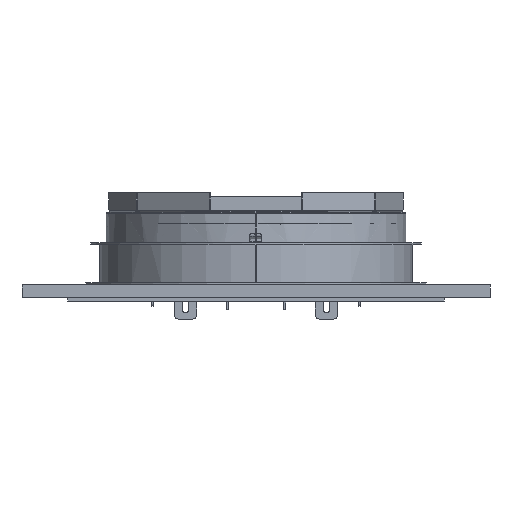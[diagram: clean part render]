
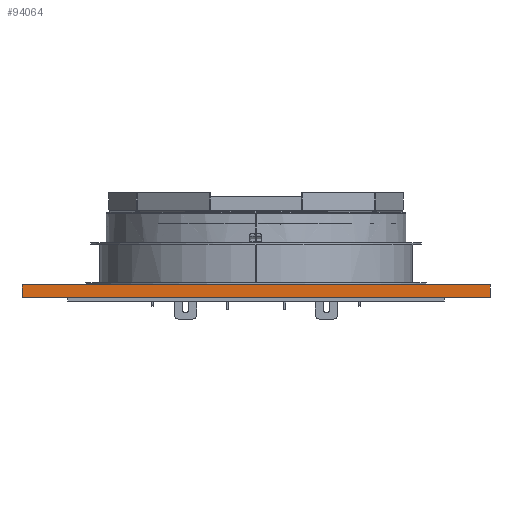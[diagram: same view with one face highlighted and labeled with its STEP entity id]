
A CAD part, front view. The second image highlights one B-rep face of the part: STEP entity #94064.
In plain terms, the highlighted face is planar.
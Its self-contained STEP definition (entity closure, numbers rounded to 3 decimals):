
#1910 = EDGE_CURVE ( 'NONE', #40307, #36020, #60015, .T. ) ;
#2004 = ORIENTED_EDGE ( 'NONE', *, *, #95837, .F. ) ;
#6076 = CARTESIAN_POINT ( 'NONE',  ( 237.5, -237.5, 0. ) ) ;
#9571 = CARTESIAN_POINT ( 'NONE',  ( 237.5, -237.5, 0. ) ) ;
#11235 = VECTOR ( 'NONE', #94024, 1000. ) ;
#11703 = LINE ( 'NONE', #13941, #130951 ) ;
#13941 = CARTESIAN_POINT ( 'NONE',  ( 237.5, -237.5, 12.5 ) ) ;
#21305 = DIRECTION ( 'NONE',  ( -1., 0., 0. ) ) ;
#27854 = VECTOR ( 'NONE', #117140, 1000. ) ;
#31694 = CARTESIAN_POINT ( 'NONE',  ( 237.5, 237.5, 12.5 ) ) ;
#36020 = VERTEX_POINT ( 'NONE', #6076 ) ;
#40307 = VERTEX_POINT ( 'NONE', #127517 ) ;
#40959 = VECTOR ( 'NONE', #123813, 1000. ) ;
#43351 = DIRECTION ( 'NONE',  ( 0., 0., -1. ) ) ;
#49031 = EDGE_CURVE ( 'NONE', #72911, #99536, #119125, .T. ) ;
#49799 = CARTESIAN_POINT ( 'NONE',  ( 237.5, 237.5, 12.5 ) ) ;
#58994 = ORIENTED_EDGE ( 'NONE', *, *, #1910, .T. ) ;
#60015 = LINE ( 'NONE', #60762, #27854 ) ;
#60762 = CARTESIAN_POINT ( 'NONE',  ( 237.5, -237.5, 12.5 ) ) ;
#72911 = VERTEX_POINT ( 'NONE', #31694 ) ;
#74906 = FACE_OUTER_BOUND ( 'NONE', #131026, .T. ) ;
#78105 = AXIS2_PLACEMENT_3D ( 'NONE', #147710, #21305, #43351 ) ;
#94024 = DIRECTION ( 'NONE',  ( 0., 0., -1. ) ) ;
#94064 = ADVANCED_FACE ( 'NONE', ( #74906 ), #144915, .F. ) ;
#95837 = EDGE_CURVE ( 'NONE', #99536, #36020, #111617, .T. ) ;
#99536 = VERTEX_POINT ( 'NONE', #100499 ) ;
#100499 = CARTESIAN_POINT ( 'NONE',  ( 237.5, 237.5, 0. ) ) ;
#105476 = ORIENTED_EDGE ( 'NONE', *, *, #49031, .F. ) ;
#111617 = LINE ( 'NONE', #9571, #40959 ) ;
#117140 = DIRECTION ( 'NONE',  ( 0., 0., -1. ) ) ;
#119125 = LINE ( 'NONE', #49799, #11235 ) ;
#123813 = DIRECTION ( 'NONE',  ( 0., -1., 0. ) ) ;
#127517 = CARTESIAN_POINT ( 'NONE',  ( 237.5, -237.5, 12.5 ) ) ;
#130425 = DIRECTION ( 'NONE',  ( 0., -1., 0. ) ) ;
#130951 = VECTOR ( 'NONE', #130425, 1000. ) ;
#131026 = EDGE_LOOP ( 'NONE', ( #2004, #105476, #136486, #58994 ) ) ;
#136486 = ORIENTED_EDGE ( 'NONE', *, *, #147745, .T. ) ;
#144915 = PLANE ( 'NONE',  #78105 ) ;
#147710 = CARTESIAN_POINT ( 'NONE',  ( 237.5, -237.5, 12.5 ) ) ;
#147745 = EDGE_CURVE ( 'NONE', #72911, #40307, #11703, .T. ) ;
